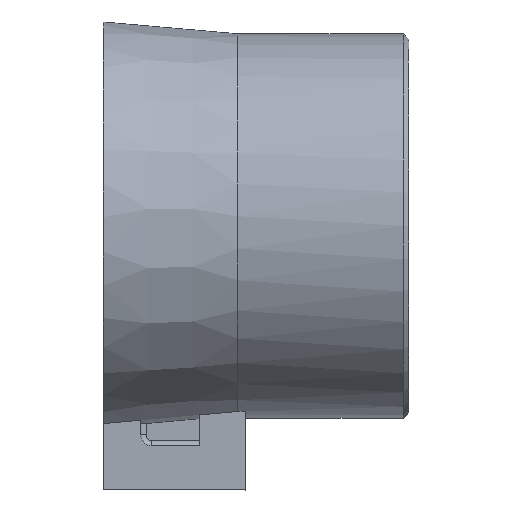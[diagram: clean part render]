
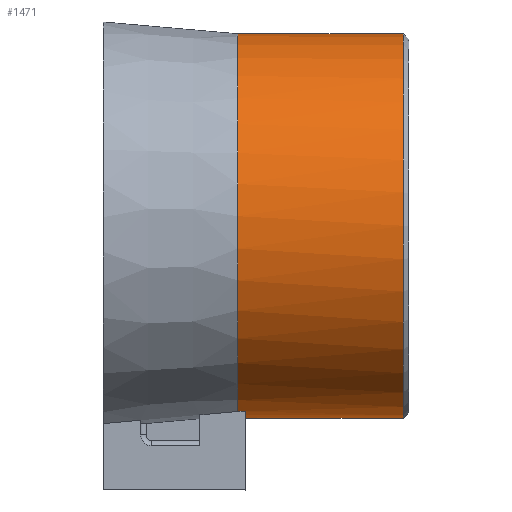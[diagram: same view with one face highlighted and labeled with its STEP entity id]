
A CAD part, top view. The second image highlights one B-rep face of the part: STEP entity #1471.
In plain terms, the highlighted cylindrical face has radius 17.5 mm (diameter 35 mm), a partial arc.
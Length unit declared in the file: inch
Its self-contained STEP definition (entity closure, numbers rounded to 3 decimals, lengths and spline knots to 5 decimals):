
#12 = CARTESIAN_POINT ( 'NONE',  ( -0.29803, 0.68898, 0. ) ) ;
#26 = AXIS2_PLACEMENT_3D ( 'NONE', #995, #866, #1101 ) ;
#37 = B_SPLINE_CURVE_WITH_KNOTS ( 'NONE', 3,
 ( #172, #164, #994, #1456 ),
 .UNSPECIFIED., .F., .F.,
 ( 4, 4 ),
 ( 0., 0.00072 ),
 .UNSPECIFIED. ) ;
#57 = FACE_OUTER_BOUND ( 'NONE', #673, .T. ) ;
#69 = EDGE_CURVE ( 'NONE', #1271, #134, #98, .T. ) ;
#98 = LINE ( 'NONE', #574, #664 ) ;
#113 = CARTESIAN_POINT ( 'NONE',  ( -0.29803, -0.66421, 0.18307 ) ) ;
#134 = VERTEX_POINT ( 'NONE', #1167 ) ;
#164 = CARTESIAN_POINT ( 'NONE',  ( -0.27913, -0.66421, 0.18307 ) ) ;
#172 = CARTESIAN_POINT ( 'NONE',  ( -0.26969, -0.66421, 0.18307 ) ) ;
#174 = CIRCLE ( 'NONE', #1036, 0.68898 ) ;
#326 = VERTEX_POINT ( 'NONE', #113 ) ;
#506 = LINE ( 'NONE', #733, #905 ) ;
#514 = DIRECTION ( 'NONE',  ( 1., 0., 0. ) ) ;
#533 = DIRECTION ( 'NONE',  ( 0., 0., -1. ) ) ;
#574 = CARTESIAN_POINT ( 'NONE',  ( 0.29528, -0.68898, 0. ) ) ;
#586 = CIRCLE ( 'NONE', #1448, 0.68898 ) ;
#620 = CARTESIAN_POINT ( 'NONE',  ( -0.26969, 0., 0. ) ) ;
#634 = CYLINDRICAL_SURFACE ( 'NONE', #26, 0.68898 ) ;
#637 = ORIENTED_EDGE ( 'NONE', *, *, #972, .F. ) ;
#664 = VECTOR ( 'NONE', #1030, 39.37008 ) ;
#673 = EDGE_LOOP ( 'NONE', ( #921, #807, #1231, #1249, #1514, #637 ) ) ;
#695 = CIRCLE ( 'NONE', #1342, 0.68898 ) ;
#733 = CARTESIAN_POINT ( 'NONE',  ( 0.00847, 0.68898, 0. ) ) ;
#756 = DIRECTION ( 'NONE',  ( -1., 0., 0. ) ) ;
#807 = ORIENTED_EDGE ( 'NONE', *, *, #69, .F. ) ;
#845 = DIRECTION ( 'NONE',  ( 0., 0., -1. ) ) ;
#866 = DIRECTION ( 'NONE',  ( -1., 0., 0. ) ) ;
#885 = CARTESIAN_POINT ( 'NONE',  ( -0.26969, -0.66421, 0.18307 ) ) ;
#905 = VECTOR ( 'NONE', #514, 39.37008 ) ;
#918 = EDGE_CURVE ( 'NONE', #326, #1090, #586, .T. ) ;
#921 = ORIENTED_EDGE ( 'NONE', *, *, #996, .F. ) ;
#959 = EDGE_CURVE ( 'NONE', #1090, #1081, #506, .T. ) ;
#972 = EDGE_CURVE ( 'NONE', #1469, #326, #37, .T. ) ;
#983 = DIRECTION ( 'NONE',  ( 0., 0., 1. ) ) ;
#994 = CARTESIAN_POINT ( 'NONE',  ( -0.28858, -0.66421, 0.18307 ) ) ;
#995 = CARTESIAN_POINT ( 'NONE',  ( 0.00847, 0., 0. ) ) ;
#996 = EDGE_CURVE ( 'NONE', #134, #1469, #174, .T. ) ;
#1003 = DIRECTION ( 'NONE',  ( -1., 0., 0. ) ) ;
#1030 = DIRECTION ( 'NONE',  ( -1., 0., 0. ) ) ;
#1036 = AXIS2_PLACEMENT_3D ( 'NONE', #620, #1003, #983 ) ;
#1081 = VERTEX_POINT ( 'NONE', #1424 ) ;
#1090 = VERTEX_POINT ( 'NONE', #12 ) ;
#1101 = DIRECTION ( 'NONE',  ( 0., 0., -1. ) ) ;
#1121 = CARTESIAN_POINT ( 'NONE',  ( 0.29528, 0., 0. ) ) ;
#1167 = CARTESIAN_POINT ( 'NONE',  ( -0.26969, -0.68898, 0. ) ) ;
#1197 = EDGE_CURVE ( 'NONE', #1081, #1271, #695, .T. ) ;
#1231 = ORIENTED_EDGE ( 'NONE', *, *, #1197, .F. ) ;
#1249 = ORIENTED_EDGE ( 'NONE', *, *, #959, .F. ) ;
#1271 = VERTEX_POINT ( 'NONE', #1506 ) ;
#1342 = AXIS2_PLACEMENT_3D ( 'NONE', #1121, #1349, #845 ) ;
#1349 = DIRECTION ( 'NONE',  ( 1., 0., 0. ) ) ;
#1350 = CARTESIAN_POINT ( 'NONE',  ( -0.29803, 0., 0. ) ) ;
#1424 = CARTESIAN_POINT ( 'NONE',  ( 0.29528, 0.68898, 0. ) ) ;
#1448 = AXIS2_PLACEMENT_3D ( 'NONE', #1350, #756, #533 ) ;
#1456 = CARTESIAN_POINT ( 'NONE',  ( -0.29803, -0.66421, 0.18307 ) ) ;
#1469 = VERTEX_POINT ( 'NONE', #885 ) ;
#1471 = ADVANCED_FACE ( 'NONE', ( #57 ), #634, .T. ) ;
#1506 = CARTESIAN_POINT ( 'NONE',  ( 0.29528, -0.68898, 0. ) ) ;
#1514 = ORIENTED_EDGE ( 'NONE', *, *, #918, .F. ) ;
